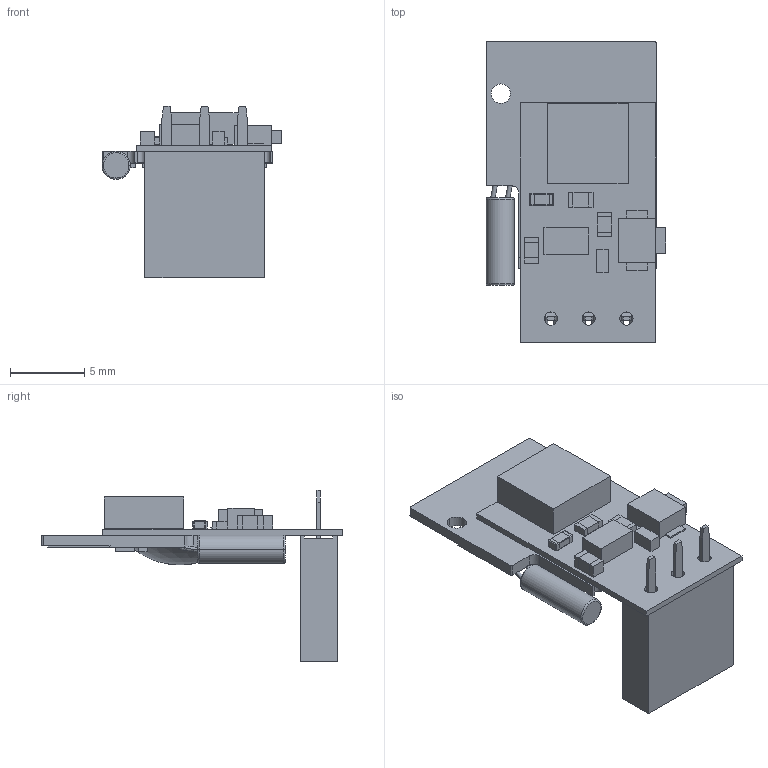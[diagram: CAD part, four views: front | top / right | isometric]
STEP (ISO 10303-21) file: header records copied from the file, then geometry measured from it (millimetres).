
FILE_DESCRIPTION(('Open CASCADE Model'),'2;1');
FILE_NAME('Open CASCADE Shape Model','2015-11-15T01:33:25',('Author'),( 'Open CASCADE'),'Open CASCADE STEP processor 6.5','Open CASCADE 6.5' ,'Unknown');
FILE_SCHEMA(('AUTOMOTIVE_DESIGN { 1 0 10303 214 1 1 1 1 }'));
Length unit declared in the file: millimetre
Products named in the file (41): PCB; Board; U3; 1325823456; Extruded; U2; CC2500; U1; 1330884240; RC; m20-7820346_asm; M20-78203_MOULD; M20-782_CONTACT; R2; 1330888464; 1330888592; R1; 1326505152; 1326201600; D1; 1318665360; C2; 1325848416; 1326202752; C1; CAPC1608X55N_EIA_0603; BIND; 1319050336; 1318670656; 1326505920
Assembly tree (46 placements, depth 4):
  PCB
    Board
    U3
      1325823456
        Extruded
    U2
      CC2500
    U1
      1330884240
        Extruded
    RC
      m20-7820346_asm
        M20-78203_MOULD
        M20-782_CONTACT  x3
    R2
      1330888464  x2
        Extruded
      1330888592
        Extruded
    R1
      1326505152  x2
        Extruded
      1326201600
        Extruded
    D1
      1318665360
        Extruded
    C2
      1325848416
        Extruded
      1326202752  x2
        Extruded
    C1
      CAPC1608X55N_EIA_0603
    BIND
      1319050336
        Extruded
      1318670656  x2
        Extruded
      1326505920
        Extruded
Bounding box: 12.1 x 20.22 x 11.5 mm (x, y, z)
Volume: 435.8 mm3; surface area: 1444.2 mm2
Topology: 23 solids, 23 shells, 619 faces, 1566 edges, 1000 vertices
Faces by surface type: plane 492, cylinder 105, bspline 8, sphere 8, torus 4, revolution 2
Full cylindrical faces by diameter (mm): 0.889 x3
Entity records: 33386 total; most frequent: CARTESIAN_POINT 8467, DIRECTION 4099, LINE 2821, VECTOR 2821, ORIENTED_EDGE 2280, PCURVE 2280, DEFINITIONAL_REPRESENTATION 2280, EDGE_CURVE 1140
